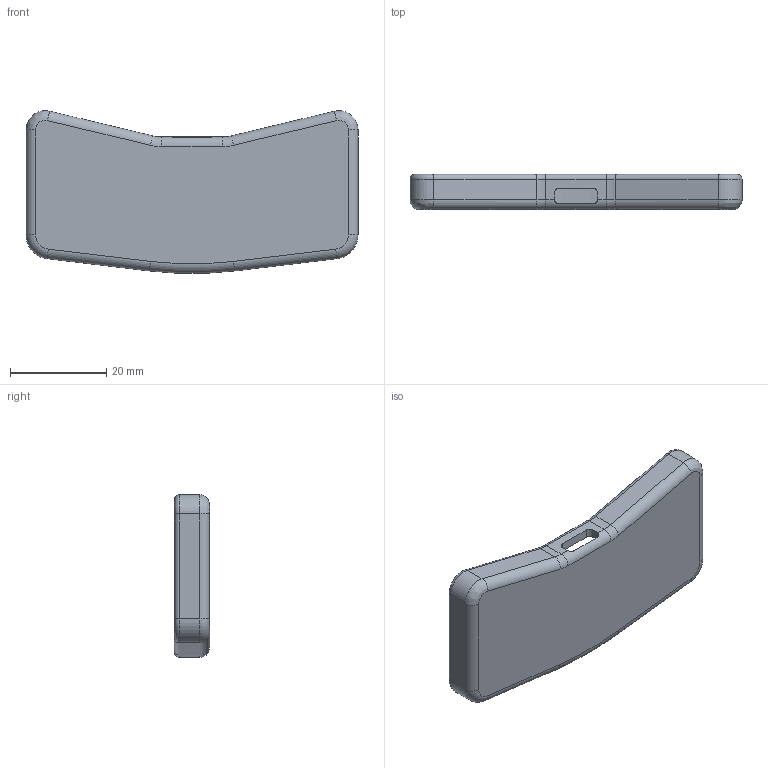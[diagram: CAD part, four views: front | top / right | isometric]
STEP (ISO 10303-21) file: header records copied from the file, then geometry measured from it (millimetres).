
FILE_DESCRIPTION(/* description */ (''),/* implementation_level */ '2;1');
FILE_NAME(/* name */ 'badge.jetzt-case-v11.step',/* time_stamp */ '2025-05-24T21:14:07+02:00',/* author */ (''),/* organization */ (''),/* preprocessor_version */ 'ST-DEVELOPER v20.1',/* originating_system */ 'Autodesk Translation Framework v14.4.0.0',/* authorisation */ '');
FILE_SCHEMA (('AUTOMOTIVE_DESIGN { 1 0 10303 214 3 1 1 }'));
Length unit declared in the file: millimetre
Products named in the file (1): badge.jetzt-case
Bounding box: 69 x 7.3 x 33.77 mm (x, y, z)
Volume: 3943.2 mm3; surface area: 6575.2 mm2
Topology: 1 solids, 1 shells, 95 faces, 225 edges, 136 vertices
Faces by surface type: cylinder 41, plane 33, torus 19, bspline 2
Full cylindrical faces by diameter (mm): 6 x2
Entity records: 2807 total; most frequent: DIRECTION 514, CARTESIAN_POINT 513, ORIENTED_EDGE 450, EDGE_CURVE 225, AXIS2_PLACEMENT_3D 197, VERTEX_POINT 136, LINE 120, VECTOR 120
